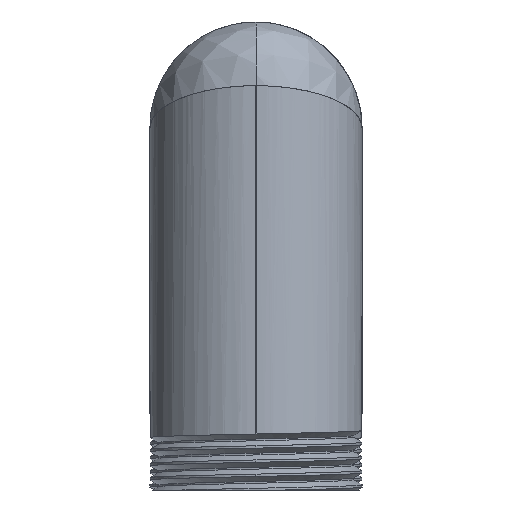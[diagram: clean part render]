
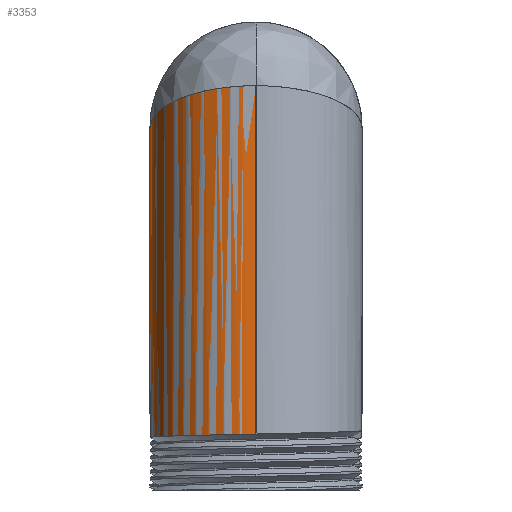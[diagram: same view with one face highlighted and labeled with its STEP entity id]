
A CAD part, left-side view. The second image highlights one B-rep face of the part: STEP entity #3353.
In plain terms, the highlighted cylindrical face has radius 15.875 mm (diameter 31.75 mm), a partial arc.
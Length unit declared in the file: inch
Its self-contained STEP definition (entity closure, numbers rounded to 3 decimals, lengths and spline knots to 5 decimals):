
#1075=CARTESIAN_POINT('',(1.84198,0.625,0.));
#1077=CARTESIAN_POINT('',(1.82806,0.625,0.));
#1100=DIRECTION('',(1.,0.,0.));
#1101=VECTOR('',#1100,0.01392);
#1102=CARTESIAN_POINT('',(1.82806,0.625,0.));
#1103=LINE('',#1102,#1101);
#1125=DIRECTION('',(1.,0.,0.));
#1126=VECTOR('',#1125,1.07165);
#1127=CARTESIAN_POINT('',(0.687,0.625,
0.));
#1128=LINE('',#1127,#1126);
#1129=CARTESIAN_POINT('',(1.80032,-0.625,0.));
#1150=CARTESIAN_POINT('',(1.75865,0.625,0.));
#1582=CARTESIAN_POINT('',(0.687,0.625,
0.));
#1583=CARTESIAN_POINT('',(0.687,0.625,
-0.02529));
#1584=CARTESIAN_POINT('',(0.68367,0.62197,
-0.07295));
#1585=CARTESIAN_POINT('',(0.67158,0.61097,
-0.13589));
#1586=CARTESIAN_POINT('',(0.65625,0.59702,
-0.1872));
#1587=CARTESIAN_POINT('',(0.63699,0.5795,
-0.23623));
#1588=CARTESIAN_POINT('',(0.6109,0.55576,
-0.28781));
#1589=CARTESIAN_POINT('',(0.58107,0.52863,
-0.33467));
#1590=CARTESIAN_POINT('',(0.5521,0.50228,
-0.37284));
#1591=CARTESIAN_POINT('',(0.52069,0.4737,
-0.40864));
#1592=CARTESIAN_POINT('',(0.48359,0.43995,
-0.44491));
#1593=CARTESIAN_POINT('',(0.44026,0.40053,
-0.48089));
#1594=CARTESIAN_POINT('',(0.38884,0.35375,
-0.51643));
#1595=CARTESIAN_POINT('',(0.33096,0.30109,
-0.54894));
#1596=CARTESIAN_POINT('',(0.26464,0.24075,
-0.57819));
#1597=CARTESIAN_POINT('',(0.18771,0.17077,
-0.60291));
#1598=CARTESIAN_POINT('',(0.0995,0.09052,
-0.62038));
#1599=CARTESIAN_POINT('',(0.0342,0.03112,
-0.625));
#1600=CARTESIAN_POINT('',(0.,0.,-0.625));
#1602=CARTESIAN_POINT('',(-0.25,-0.625,
0.));
#1603=CARTESIAN_POINT('',(-0.25,-0.625,
-0.03116));
#1604=CARTESIAN_POINT('',(-0.24813,-0.62033,
-0.09369));
#1605=CARTESIAN_POINT('',(-0.2397,-0.59924,
-0.18581));
#1606=CARTESIAN_POINT('',(-0.22567,-0.56417,
-0.27464));
#1607=CARTESIAN_POINT('',(-0.20604,-0.51511,
-0.35838));
#1608=CARTESIAN_POINT('',(-0.18133,-0.45333,
-0.434));
#1609=CARTESIAN_POINT('',(-0.15159,-0.37896,
-0.50035));
#1610=CARTESIAN_POINT('',(-0.11768,-0.29423,
-0.55449));
#1611=CARTESIAN_POINT('',(-0.08025,-0.20055,
-0.59491));
#1612=CARTESIAN_POINT('',(-0.04028,-0.10087,
-0.61962));
#1613=CARTESIAN_POINT('',(-0.01354,-0.03354,
-0.62499));
#1614=CARTESIAN_POINT('',(0.,0.,-0.625));
#1616=DIRECTION('',(1.,0.,0.));
#1617=VECTOR('',#1616,2.05032);
#1618=CARTESIAN_POINT('',(-0.25,-0.625,
0.));
#1619=LINE('',#1618,#1617);
#1620=CARTESIAN_POINT('',(1.84198,0.625,0.));
#1621=CARTESIAN_POINT('',(1.84126,0.625,-0.03424));
#1622=CARTESIAN_POINT('',(1.8398,0.61936,
-0.10273));
#1623=CARTESIAN_POINT('',(1.83762,0.5942,
-0.2027));
#1624=CARTESIAN_POINT('',(1.83544,0.55302,
-0.29717));
#1625=CARTESIAN_POINT('',(1.83327,0.49715,
-0.3834));
#1626=CARTESIAN_POINT('',(1.83108,0.42734,
-0.46003));
#1627=CARTESIAN_POINT('',(1.82887,0.34526,
-0.52441));
#1628=CARTESIAN_POINT('',(1.8267,0.25496,
-0.57366));
#1629=CARTESIAN_POINT('',(1.82453,0.15831,
-0.60755));
#1630=CARTESIAN_POINT('',(1.82232,0.05528,
-0.6255));
#1631=CARTESIAN_POINT('',(1.82009,-0.05001,
-0.62595));
#1632=CARTESIAN_POINT('',(1.81788,-0.15314,
-0.60885));
#1633=CARTESIAN_POINT('',(1.81572,-0.25005,
-0.5759));
#1634=CARTESIAN_POINT('',(1.8135,-0.34263,
-0.52625));
#1635=CARTESIAN_POINT('',(1.81127,-0.42577,
-0.46154));
#1636=CARTESIAN_POINT('',(1.80906,-0.49624,
-0.38458));
#1637=CARTESIAN_POINT('',(1.8069,-0.552,
-0.29901));
#1638=CARTESIAN_POINT('',(1.80471,-0.59372,
-0.20431));
#1639=CARTESIAN_POINT('',(1.8025,-0.61938,
-0.10295));
#1640=CARTESIAN_POINT('',(1.80104,-0.625,-0.03427));
#1641=CARTESIAN_POINT('',(1.80032,-0.625,0.));
#1643=CARTESIAN_POINT('',(1.8147,0.33401,
-0.52826));
#1644=CARTESIAN_POINT('',(1.81534,0.35931,
-0.51227));
#1645=CARTESIAN_POINT('',(1.81661,0.40765,
-0.47664));
#1646=CARTESIAN_POINT('',(1.81853,0.47219,
-0.41276));
#1647=CARTESIAN_POINT('',(1.82043,0.52619,
-0.34122));
#1648=CARTESIAN_POINT('',(1.82234,0.56984,
-0.262));
#1649=CARTESIAN_POINT('',(1.82426,0.60155,
-0.17735));
#1650=CARTESIAN_POINT('',(1.82615,0.62069,
-0.08972));
#1651=CARTESIAN_POINT('',(1.82742,0.625,-0.0299));
#1652=CARTESIAN_POINT('',(1.82806,0.625,0.));
#1654=DIRECTION('',(1.,0.,0.));
#1655=VECTOR('',#1654,0.06941);
#1656=CARTESIAN_POINT('',(1.7453,0.33401,
-0.52826));
#1657=LINE('',#1656,#1655);
#1658=CARTESIAN_POINT('',(1.75865,0.625,0.));
#1659=CARTESIAN_POINT('',(1.75802,0.625,-0.0299));
#1660=CARTESIAN_POINT('',(1.75675,0.62069,
-0.08972));
#1661=CARTESIAN_POINT('',(1.75485,0.60155,
-0.17735));
#1662=CARTESIAN_POINT('',(1.75294,0.56984,
-0.262));
#1663=CARTESIAN_POINT('',(1.75102,0.52619,
-0.34122));
#1664=CARTESIAN_POINT('',(1.74913,0.47219,
-0.41276));
#1665=CARTESIAN_POINT('',(1.7472,0.40765,
-0.47664));
#1666=CARTESIAN_POINT('',(1.74593,0.35931,
-0.51227));
#1667=CARTESIAN_POINT('',(1.7453,0.33401,
-0.52826));
#1970=VERTEX_POINT('',#1075);
#1971=VERTEX_POINT('',#1129);
#1972=VERTEX_POINT('',#1150);
#1980=VERTEX_POINT('',#1077);
#1982=CARTESIAN_POINT('',(1.7453,0.33401,
-0.52826));
#1983=CARTESIAN_POINT('',(1.8147,0.33401,
-0.52826));
#1984=VERTEX_POINT('',#1982);
#1985=VERTEX_POINT('',#1983);
#1990=CARTESIAN_POINT('',(-0.25,-0.625,
0.));
#1991=VERTEX_POINT('',#1990);
#2026=VERTEX_POINT('',#1582);
#2027=VERTEX_POINT('',#1600);
#3334=CARTESIAN_POINT('',(0.,0.,0.));
#3335=DIRECTION('',(1.,0.,0.));
#3336=DIRECTION('',(0.,1.,0.));
#3337=AXIS2_PLACEMENT_3D('',#3334,#3335,#3336);
#3338=CYLINDRICAL_SURFACE('',#3337,0.625);
#3340=ORIENTED_EDGE('',*,*,#3339,.T.);
#3342=ORIENTED_EDGE('',*,*,#3341,.F.);
#3343=ORIENTED_EDGE('',*,*,#2511,.T.);
#3344=ORIENTED_EDGE('',*,*,#3283,.F.);
#3345=ORIENTED_EDGE('',*,*,#2495,.F.);
#3346=ORIENTED_EDGE('',*,*,#2846,.F.);
#3348=ORIENTED_EDGE('',*,*,#3347,.F.);
#3349=ORIENTED_EDGE('',*,*,#3286,.F.);
#3350=ORIENTED_EDGE('',*,*,#2507,.F.);
#3351=EDGE_LOOP('',(#3340,#3342,#3343,#3344,#3345,#3346,#3348,#3349,#3350));
#3352=FACE_OUTER_BOUND('',#3351,.F.);
#3353=ADVANCED_FACE('',(#3352),#3338,.T.);
#1601=B_SPLINE_CURVE_WITH_KNOTS('',3,(#1582,#1583,#1584,#1585,#1586,#1587,#1588,
#1589,#1590,#1591,#1592,#1593,#1594,#1595,#1596,#1597,#1598,#1599,#1600),
.UNSPECIFIED.,.F.,.F.,(4,1,1,1,1,1,1,1,1,1,1,1,1,1,1,1,4),(0.,0.0625,0.125,
0.1875,0.25,0.3125,0.375,0.4375,0.5,0.5625,0.625,0.6875,
0.75,0.8125,0.875,0.9375,1.),.UNSPECIFIED.);
#1615=B_SPLINE_CURVE_WITH_KNOTS('',3,(#1602,#1603,#1604,#1605,#1606,#1607,#1608,
#1609,#1610,#1611,#1612,#1613,#1614),.UNSPECIFIED.,.F.,.F.,(4,1,1,1,1,1,1,1,1,1,
4),(0.,0.1,0.2,0.3,0.4,0.5,0.6,0.7,0.8,0.9,1.),
.UNSPECIFIED.);
#1642=B_SPLINE_CURVE_WITH_KNOTS('',3,(#1620,#1621,#1622,#1623,#1624,#1625,#1626,
#1627,#1628,#1629,#1630,#1631,#1632,#1633,#1634,#1635,#1636,#1637,#1638,#1639,
#1640,#1641),.UNSPECIFIED.,.F.,.F.,(4,1,1,1,1,1,1,1,1,1,1,1,1,1,1,1,1,1,1,4),(
0.,0.05263,0.10526,0.15789,0.21053,
0.26316,0.31579,0.36842,0.42105,
0.47368,0.52632,0.57895,0.63158,
0.68421,0.73684,0.78947,0.84211,
0.89474,0.94737,1.),.UNSPECIFIED.);
#1653=B_SPLINE_CURVE_WITH_KNOTS('',3,(#1643,#1644,#1645,#1646,#1647,#1648,#1649,
#1650,#1651,#1652),.UNSPECIFIED.,.F.,.F.,(4,1,1,1,1,1,1,4),(0.,
0.14286,0.28571,0.42857,0.57143,
0.71429,0.85714,1.),.UNSPECIFIED.);
#1668=B_SPLINE_CURVE_WITH_KNOTS('',3,(#1658,#1659,#1660,#1661,#1662,#1663,#1664,
#1665,#1666,#1667),.UNSPECIFIED.,.F.,.F.,(4,1,1,1,1,1,1,4),(0.,
0.14286,0.28571,0.42857,0.57143,
0.71429,0.85714,1.),.UNSPECIFIED.);
#2495=EDGE_CURVE('',#1980,#1970,#1103,.T.);
#2507=EDGE_CURVE('',#2026,#1972,#1128,.T.);
#2511=EDGE_CURVE('',#1991,#1971,#1619,.T.);
#2846=EDGE_CURVE('',#1985,#1980,#1653,.T.);
#3283=EDGE_CURVE('',#1970,#1971,#1642,.T.);
#3286=EDGE_CURVE('',#1972,#1984,#1668,.T.);
#3339=EDGE_CURVE('',#2026,#2027,#1601,.T.);
#3341=EDGE_CURVE('',#1991,#2027,#1615,.T.);
#3347=EDGE_CURVE('',#1984,#1985,#1657,.T.);
